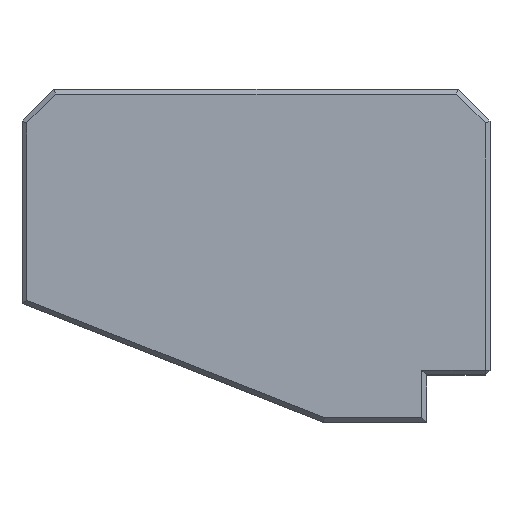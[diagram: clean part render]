
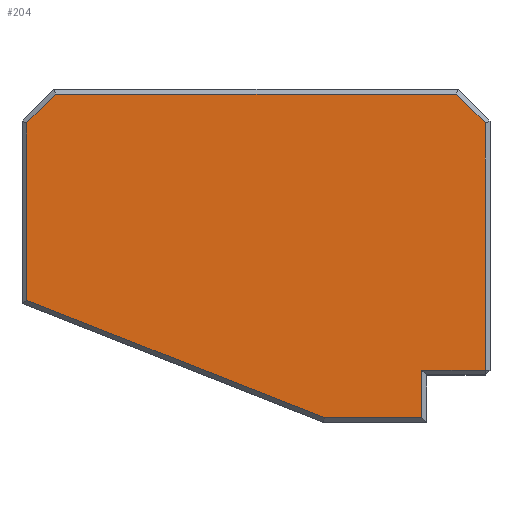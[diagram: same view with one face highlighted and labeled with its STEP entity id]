
A CAD part, top view. The second image highlights one B-rep face of the part: STEP entity #204.
In plain terms, the highlighted planar face has unit normal (0, 0, 1).
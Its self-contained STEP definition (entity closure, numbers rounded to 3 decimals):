
#12 = ORIENTED_EDGE ( 'NONE', *, *, #360, .T. ) ;
#15 = VECTOR ( 'NONE', #612, 1000. ) ;
#72 = EDGE_CURVE ( 'NONE', #400, #1344, #1647, .T. ) ;
#101 = DIRECTION ( 'NONE',  ( 1., 0., 0. ) ) ;
#109 = EDGE_CURVE ( 'NONE', #2083, #1442, #1980, .T. ) ;
#124 = CARTESIAN_POINT ( 'NONE',  ( -51.4, 0., 11. ) ) ;
#134 = CARTESIAN_POINT ( 'NONE',  ( -51.4, 25.408, 11. ) ) ;
#140 = CARTESIAN_POINT ( 'NONE',  ( -1.6, 10.6, 11. ) ) ;
#158 = VECTOR ( 'NONE', #493, 1000. ) ;
#173 = DIRECTION ( 'NONE',  ( 0., 0., -1. ) ) ;
#204 = ADVANCED_FACE ( 'NONE', ( #1038 ), #539, .F. ) ;
#218 = CARTESIAN_POINT ( 'NONE',  ( 2.751, 51.4, 11. ) ) ;
#226 = ORIENTED_EDGE ( 'NONE', *, *, #72, .T. ) ;
#230 = VECTOR ( 'NONE', #674, 1000. ) ;
#249 = CARTESIAN_POINT ( 'NONE',  ( -48., 51.4, 11. ) ) ;
#260 = VECTOR ( 'NONE', #101, 1000. ) ;
#316 = DIRECTION ( 'NONE',  ( -0.707, 0.707, 0. ) ) ;
#342 = CARTESIAN_POINT ( 'NONE',  ( -13.886, 10.6, 11. ) ) ;
#360 = EDGE_CURVE ( 'NONE', #2092, #1736, #732, .T. ) ;
#389 = EDGE_CURVE ( 'NONE', #441, #400, #1754, .T. ) ;
#400 = VERTEX_POINT ( 'NONE', #2051 ) ;
#421 = EDGE_CURVE ( 'NONE', #1736, #1275, #1469, .T. ) ;
#441 = VERTEX_POINT ( 'NONE', #1277 ) ;
#473 = VECTOR ( 'NONE', #1970, 1000. ) ;
#493 = DIRECTION ( 'NONE',  ( 0., 1., 0. ) ) ;
#531 = CARTESIAN_POINT ( 'NONE',  ( 6.4, 16.6, 11. ) ) ;
#539 = PLANE ( 'NONE',  #566 ) ;
#566 = AXIS2_PLACEMENT_3D ( 'NONE', #1513, #173, #1169 ) ;
#612 = DIRECTION ( 'NONE',  ( 0., 1., 0. ) ) ;
#652 = EDGE_CURVE ( 'NONE', #1275, #2083, #661, .T. ) ;
#655 = LINE ( 'NONE', #1799, #837 ) ;
#661 = LINE ( 'NONE', #1166, #230 ) ;
#674 = DIRECTION ( 'NONE',  ( 1., 0., 0. ) ) ;
#732 = LINE ( 'NONE', #1225, #260 ) ;
#837 = VECTOR ( 'NONE', #316, 1000. ) ;
#990 = CARTESIAN_POINT ( 'NONE',  ( -1.6, 16.6, 11. ) ) ;
#1038 = FACE_OUTER_BOUND ( 'NONE', #1968, .T. ) ;
#1050 = CARTESIAN_POINT ( 'NONE',  ( 6.4, 47.751, 11. ) ) ;
#1128 = VECTOR ( 'NONE', #2052, 1000. ) ;
#1132 = CARTESIAN_POINT ( 'NONE',  ( 6.4, 0., 11. ) ) ;
#1161 = VERTEX_POINT ( 'NONE', #218 ) ;
#1166 = CARTESIAN_POINT ( 'NONE',  ( 0., 16.6, 11. ) ) ;
#1169 = DIRECTION ( 'NONE',  ( -1., 0., 0. ) ) ;
#1174 = EDGE_CURVE ( 'NONE', #1344, #2092, #1376, .T. ) ;
#1225 = CARTESIAN_POINT ( 'NONE',  ( 0., 10.6, 11. ) ) ;
#1275 = VERTEX_POINT ( 'NONE', #990 ) ;
#1277 = CARTESIAN_POINT ( 'NONE',  ( -47.751, 51.4, 11. ) ) ;
#1332 = VECTOR ( 'NONE', #2058, 1000. ) ;
#1344 = VERTEX_POINT ( 'NONE', #134 ) ;
#1376 = LINE ( 'NONE', #1732, #1332 ) ;
#1393 = DIRECTION ( 'NONE',  ( -0.707, -0.707, 0. ) ) ;
#1442 = VERTEX_POINT ( 'NONE', #1050 ) ;
#1469 = LINE ( 'NONE', #2132, #15 ) ;
#1470 = ORIENTED_EDGE ( 'NONE', *, *, #1556, .T. ) ;
#1513 = CARTESIAN_POINT ( 'NONE',  ( 0., 0., 11. ) ) ;
#1556 = EDGE_CURVE ( 'NONE', #1161, #441, #1615, .T. ) ;
#1591 = CARTESIAN_POINT ( 'NONE',  ( -51.576, 47.576, 11. ) ) ;
#1614 = ORIENTED_EDGE ( 'NONE', *, *, #652, .T. ) ;
#1615 = LINE ( 'NONE', #249, #1128 ) ;
#1618 = ORIENTED_EDGE ( 'NONE', *, *, #389, .T. ) ;
#1647 = LINE ( 'NONE', #124, #473 ) ;
#1648 = EDGE_CURVE ( 'NONE', #1442, #1161, #655, .T. ) ;
#1668 = ORIENTED_EDGE ( 'NONE', *, *, #421, .T. ) ;
#1732 = CARTESIAN_POINT ( 'NONE',  ( -13.78, 10.558, 11. ) ) ;
#1736 = VERTEX_POINT ( 'NONE', #140 ) ;
#1754 = LINE ( 'NONE', #1591, #2099 ) ;
#1799 = CARTESIAN_POINT ( 'NONE',  ( 2.576, 51.576, 11. ) ) ;
#1827 = ORIENTED_EDGE ( 'NONE', *, *, #1174, .T. ) ;
#1968 = EDGE_LOOP ( 'NONE', ( #1668, #1614, #2013, #2095, #1470, #1618, #226, #1827, #12 ) ) ;
#1970 = DIRECTION ( 'NONE',  ( 0., -1., 0. ) ) ;
#1980 = LINE ( 'NONE', #1132, #158 ) ;
#2013 = ORIENTED_EDGE ( 'NONE', *, *, #109, .T. ) ;
#2051 = CARTESIAN_POINT ( 'NONE',  ( -51.4, 47.751, 11. ) ) ;
#2052 = DIRECTION ( 'NONE',  ( -1., 0., 0. ) ) ;
#2058 = DIRECTION ( 'NONE',  ( 0.93, -0.367, 0. ) ) ;
#2083 = VERTEX_POINT ( 'NONE', #531 ) ;
#2092 = VERTEX_POINT ( 'NONE', #342 ) ;
#2095 = ORIENTED_EDGE ( 'NONE', *, *, #1648, .T. ) ;
#2099 = VECTOR ( 'NONE', #1393, 1000. ) ;
#2132 = CARTESIAN_POINT ( 'NONE',  ( -1.6, 0., 11. ) ) ;
